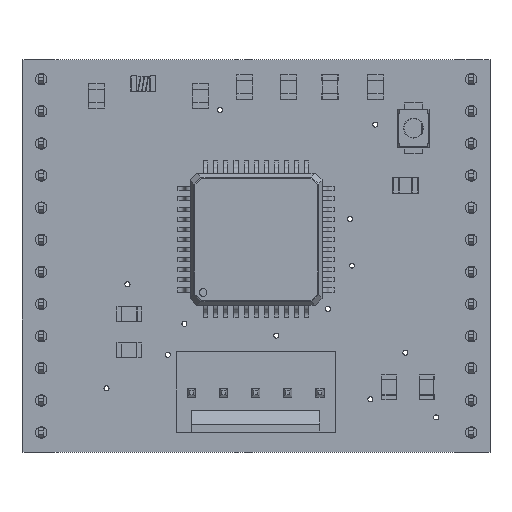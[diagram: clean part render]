
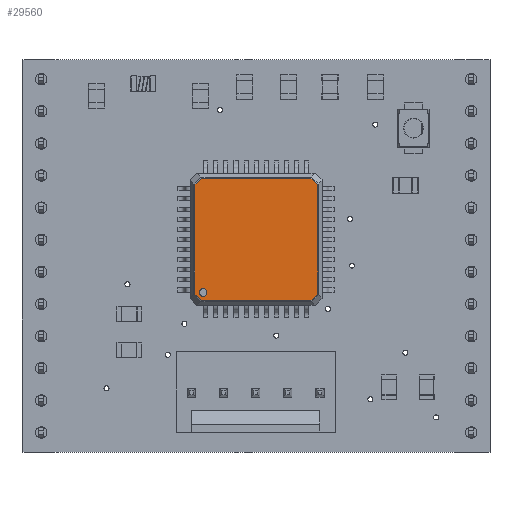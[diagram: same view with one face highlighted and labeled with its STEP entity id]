
A CAD part, top view. The second image highlights one B-rep face of the part: STEP entity #29560.
In plain terms, the highlighted planar face has unit normal (0, 0, 1).
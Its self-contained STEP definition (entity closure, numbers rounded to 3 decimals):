
#29540 = VERTEX_POINT('',#29541);
#29541 = CARTESIAN_POINT('',(-3.9,4.2,1.5));
#29549 = EDGE_CURVE('',#29540,#29540,#29550,.T.);
#29550 = CIRCLE('',#29551,0.3);
#29551 = AXIS2_PLACEMENT_3D('',#29552,#29553,#29554);
#29552 = CARTESIAN_POINT('',(-4.2,4.2,1.5));
#29553 = DIRECTION('',(0.,0.,1.));
#29554 = DIRECTION('',(1.,0.,0.));
#29560 = ADVANCED_FACE('',(#29561,#29627),#29630,.T.);
#29561 = FACE_BOUND('',#29562,.T.);
#29562 = EDGE_LOOP('',(#29563,#29573,#29581,#29589,#29597,#29605,#29613,
    #29621));
#29563 = ORIENTED_EDGE('',*,*,#29564,.F.);
#29564 = EDGE_CURVE('',#29565,#29567,#29569,.T.);
#29565 = VERTEX_POINT('',#29566);
#29566 = CARTESIAN_POINT('',(4.85,-4.325,1.5));
#29567 = VERTEX_POINT('',#29568);
#29568 = CARTESIAN_POINT('',(4.325,-4.85,1.5));
#29569 = LINE('',#29570,#29571);
#29570 = CARTESIAN_POINT('',(4.865,-4.31,1.5));
#29571 = VECTOR('',#29572,1.);
#29572 = DIRECTION('',(-0.707,-0.707,
    0.));
#29573 = ORIENTED_EDGE('',*,*,#29574,.F.);
#29574 = EDGE_CURVE('',#29575,#29565,#29577,.T.);
#29575 = VERTEX_POINT('',#29576);
#29576 = CARTESIAN_POINT('',(4.85,4.325,1.5));
#29577 = LINE('',#29578,#29579);
#29578 = CARTESIAN_POINT('',(4.85,4.346,1.5));
#29579 = VECTOR('',#29580,1.);
#29580 = DIRECTION('',(0.,-1.,0.));
#29581 = ORIENTED_EDGE('',*,*,#29582,.F.);
#29582 = EDGE_CURVE('',#29583,#29575,#29585,.T.);
#29583 = VERTEX_POINT('',#29584);
#29584 = CARTESIAN_POINT('',(4.325,4.85,1.5));
#29585 = LINE('',#29586,#29587);
#29586 = CARTESIAN_POINT('',(4.31,4.865,1.5));
#29587 = VECTOR('',#29588,1.);
#29588 = DIRECTION('',(0.707,-0.707,
    0.));
#29589 = ORIENTED_EDGE('',*,*,#29590,.F.);
#29590 = EDGE_CURVE('',#29591,#29583,#29593,.T.);
#29591 = VERTEX_POINT('',#29592);
#29592 = CARTESIAN_POINT('',(-4.325,4.85,1.5));
#29593 = LINE('',#29594,#29595);
#29594 = CARTESIAN_POINT('',(-4.346,4.85,1.5));
#29595 = VECTOR('',#29596,1.);
#29596 = DIRECTION('',(1.,0.,0.));
#29597 = ORIENTED_EDGE('',*,*,#29598,.T.);
#29598 = EDGE_CURVE('',#29591,#29599,#29601,.T.);
#29599 = VERTEX_POINT('',#29600);
#29600 = CARTESIAN_POINT('',(-4.85,4.325,1.5));
#29601 = LINE('',#29602,#29603);
#29602 = CARTESIAN_POINT('',(-4.31,4.865,1.5));
#29603 = VECTOR('',#29604,1.);
#29604 = DIRECTION('',(-0.707,-0.707,
    0.));
#29605 = ORIENTED_EDGE('',*,*,#29606,.T.);
#29606 = EDGE_CURVE('',#29599,#29607,#29609,.T.);
#29607 = VERTEX_POINT('',#29608);
#29608 = CARTESIAN_POINT('',(-4.85,-4.325,1.5));
#29609 = LINE('',#29610,#29611);
#29610 = CARTESIAN_POINT('',(-4.85,4.346,1.5));
#29611 = VECTOR('',#29612,1.);
#29612 = DIRECTION('',(0.,-1.,0.));
#29613 = ORIENTED_EDGE('',*,*,#29614,.T.);
#29614 = EDGE_CURVE('',#29607,#29615,#29617,.T.);
#29615 = VERTEX_POINT('',#29616);
#29616 = CARTESIAN_POINT('',(-4.325,-4.85,1.5));
#29617 = LINE('',#29618,#29619);
#29618 = CARTESIAN_POINT('',(-4.865,-4.31,1.5));
#29619 = VECTOR('',#29620,1.);
#29620 = DIRECTION('',(0.707,-0.707,
    0.));
#29621 = ORIENTED_EDGE('',*,*,#29622,.T.);
#29622 = EDGE_CURVE('',#29615,#29567,#29623,.T.);
#29623 = LINE('',#29624,#29625);
#29624 = CARTESIAN_POINT('',(-4.346,-4.85,1.5));
#29625 = VECTOR('',#29626,1.);
#29626 = DIRECTION('',(1.,0.,0.));
#29627 = FACE_BOUND('',#29628,.T.);
#29628 = EDGE_LOOP('',(#29629));
#29629 = ORIENTED_EDGE('',*,*,#29549,.F.);
#29630 = PLANE('',#29631);
#29631 = AXIS2_PLACEMENT_3D('',#29632,#29633,#29634);
#29632 = CARTESIAN_POINT('',(-4.9,5.2,1.5));
#29633 = DIRECTION('',(0.,0.,1.));
#29634 = DIRECTION('',(1.,0.,0.));
